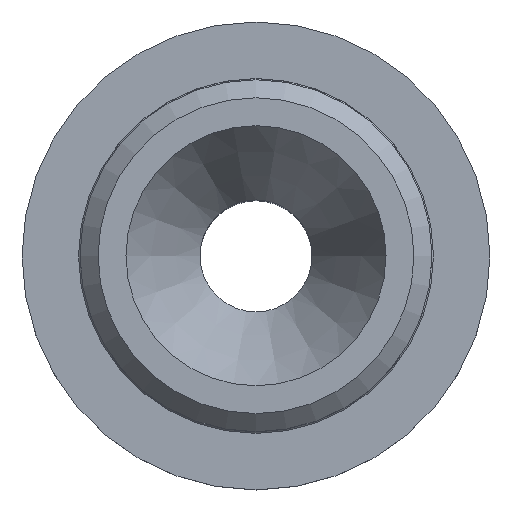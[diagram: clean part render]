
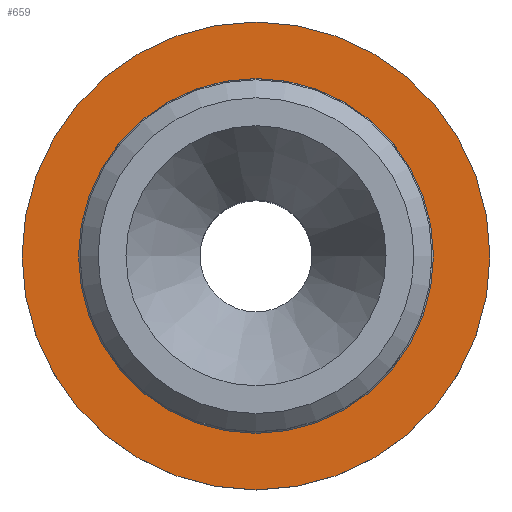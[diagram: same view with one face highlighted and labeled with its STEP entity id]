
A CAD part, top view. The second image highlights one B-rep face of the part: STEP entity #659.
In plain terms, the highlighted planar face has unit normal (0, 0, 1).
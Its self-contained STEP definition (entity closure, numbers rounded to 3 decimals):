
#99=CIRCLE('',#756,8.4);
#100=CIRCLE('',#758,11.075);
#219=ORIENTED_EDGE('',*,*,#348,.T.);
#220=ORIENTED_EDGE('',*,*,#349,.F.);
#348=EDGE_CURVE('',#407,#407,#99,.T.);
#349=EDGE_CURVE('',#408,#408,#100,.T.);
#407=VERTEX_POINT('',#1190);
#408=VERTEX_POINT('',#1193);
#511=EDGE_LOOP('',(#219));
#512=EDGE_LOOP('',(#220));
#583=FACE_BOUND('',#511,.T.);
#584=FACE_BOUND('',#512,.T.);
#618=PLANE('',#760);
#659=ADVANCED_FACE('',(#583,#584),#618,.T.);
#756=AXIS2_PLACEMENT_3D('',#1189,#945,#946);
#758=AXIS2_PLACEMENT_3D('',#1192,#949,#950);
#760=AXIS2_PLACEMENT_3D('',#1196,#953,#954);
#945=DIRECTION('',(0.,0.,-1.));
#946=DIRECTION('',(-1.,0.,0.));
#949=DIRECTION('',(0.,0.,-1.));
#950=DIRECTION('',(-1.,0.,0.));
#953=DIRECTION('',(0.,0.,1.));
#954=DIRECTION('',(1.,0.,0.));
#1189=CARTESIAN_POINT('',(0.,0.,-6.8));
#1190=CARTESIAN_POINT('',(-8.4,0.,-6.8));
#1192=CARTESIAN_POINT('',(0.,0.,-6.8));
#1193=CARTESIAN_POINT('',(-11.075,0.,-6.8));
#1196=CARTESIAN_POINT('',(0.,11.075,-6.8));
